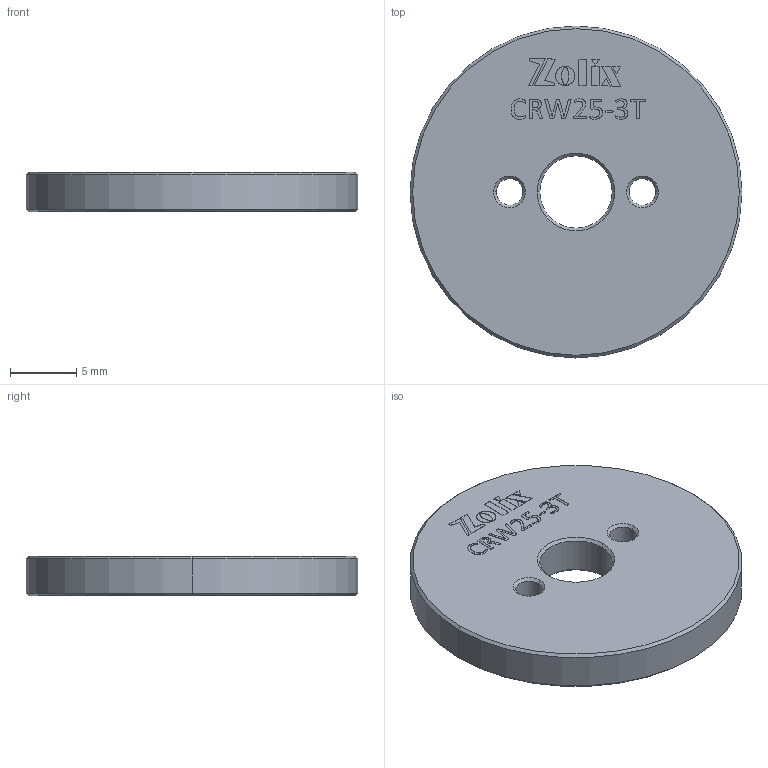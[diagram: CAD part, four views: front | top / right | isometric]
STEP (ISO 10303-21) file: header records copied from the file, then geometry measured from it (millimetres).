
FILE_DESCRIPTION (( 'STEP AP203' ), '1' );
FILE_NAME ('CRW25-3T.STEP', '2025-07-17T07:13:30', ( '' ), ( '' ), 'SwSTEP 2.0', 'SolidWorks 2020', '' );
FILE_SCHEMA (( 'CONFIG_CONTROL_DESIGN' ));
Length unit declared in the file: millimetre
Products named in the file (1): CRW25-3T
Bounding box: 25 x 25 x 3 mm (x, y, z)
Volume: 1379.3 mm3; surface area: 1223.9 mm2
Topology: 1 solids, 1 shells, 330 faces, 911 edges, 602 vertices
Faces by surface type: plane 222, bspline 84, cone 16, cylinder 8
Entity records: 14188 total; most frequent: CARTESIAN_POINT 6232, ORIENTED_EDGE 1822, DIRECTION 1269, EDGE_CURVE 911, LINE 711, VECTOR 711, VERTEX_POINT 602, EDGE_LOOP 355
